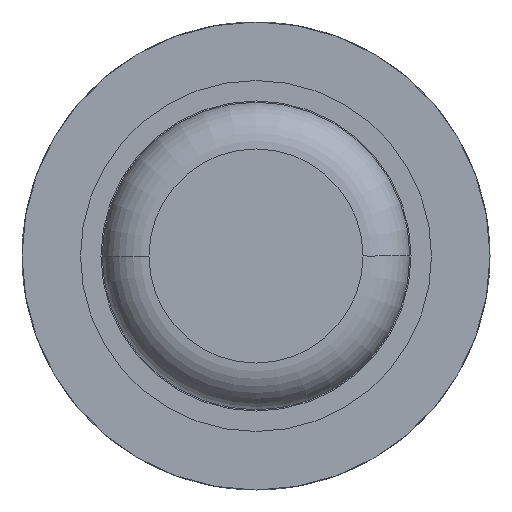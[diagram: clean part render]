
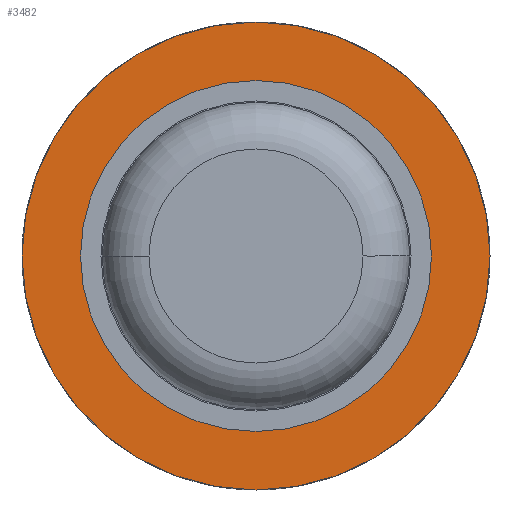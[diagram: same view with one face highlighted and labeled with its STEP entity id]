
A CAD part, front view. The second image highlights one B-rep face of the part: STEP entity #3482.
In plain terms, the highlighted planar face has unit normal (0, -1, 0).
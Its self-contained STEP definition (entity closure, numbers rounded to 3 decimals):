
#42 = CARTESIAN_POINT ( 'NONE',  ( 0., 32.3, -0.9 ) ) ;
#75 = DIRECTION ( 'NONE',  ( 0., 1., 0. ) ) ;
#249 = CARTESIAN_POINT ( 'NONE',  ( 0., 32.3, 0. ) ) ;
#261 = CARTESIAN_POINT ( 'NONE',  ( 0., 32.3, -2. ) ) ;
#337 = VERTEX_POINT ( 'NONE', #42 ) ;
#679 = ORIENTED_EDGE ( 'NONE', *, *, #2186, .T. ) ;
#738 = EDGE_LOOP ( 'NONE', ( #679, #3455 ) ) ;
#1015 = VERTEX_POINT ( 'NONE', #261 ) ;
#1093 = CARTESIAN_POINT ( 'NONE',  ( 0., 32.3, 0.9 ) ) ;
#1661 = AXIS2_PLACEMENT_3D ( 'NONE', #2499, #3462, #3389 ) ;
#2124 = DIRECTION ( 'NONE',  ( 0., 1., 0. ) ) ;
#2186 = EDGE_CURVE ( 'Defeature ausgef�hrt1_11+Defeature ausgef�hrt1_9+Defeature ausgef�hrt1_9+Defeature ausgef�hrt1_9', #5248, #337, #4929, .T. ) ;
#2204 = EDGE_LOOP ( 'NONE', ( #4897, #3493 ) ) ;
#2476 = EDGE_CURVE ( 'Defeature ausgef�hrt1_10+Defeature ausgef�hrt1_11+Defeature ausgef�hrt1_11+Defeature ausgef�hrt1_11', #1015, #5716, #4648, .T. ) ;
#2499 = CARTESIAN_POINT ( 'NONE',  ( 0., 32.3, 0. ) ) ;
#2530 = DIRECTION ( 'NONE',  ( 0., 0., 1. ) ) ;
#2569 = DIRECTION ( 'NONE',  ( 0., 0., 1. ) ) ;
#2773 = DIRECTION ( 'NONE',  ( 0., 0., 1. ) ) ;
#2787 = DIRECTION ( 'NONE',  ( 0., 1., 0. ) ) ;
#2983 = DIRECTION ( 'NONE',  ( 0., 1., 0. ) ) ;
#3336 = EDGE_CURVE ( 'Defeature ausgef�hrt1_11+Defeature ausgef�hrt1_9+Defeature ausgef�hrt1_9+Defeature ausgef�hrt1_9', #337, #5248, #4212, .T. ) ;
#3367 = FACE_BOUND ( 'NONE', #738, .T. ) ;
#3389 = DIRECTION ( 'NONE',  ( 0., 0., 1. ) ) ;
#3455 = ORIENTED_EDGE ( 'NONE', *, *, #3336, .T. ) ;
#3462 = DIRECTION ( 'NONE',  ( 0., 1., 0. ) ) ;
#3482 = ADVANCED_FACE ( 'Defeature ausgef�hrt1_11', ( #5535, #3367 ), #4417, .F. ) ;
#3493 = ORIENTED_EDGE ( 'NONE', *, *, #2476, .F. ) ;
#3821 = AXIS2_PLACEMENT_3D ( 'NONE', #249, #2124, #2530 ) ;
#3896 = CARTESIAN_POINT ( 'NONE',  ( 0.9, 32.3, 0. ) ) ;
#3952 = AXIS2_PLACEMENT_3D ( 'NONE', #3896, #2983, #2569 ) ;
#4212 = CIRCLE ( 'NONE', #4673, 0.9 ) ;
#4417 = PLANE ( 'NONE',  #3952 ) ;
#4648 = CIRCLE ( 'NONE', #1661, 2. ) ;
#4673 = AXIS2_PLACEMENT_3D ( 'NONE', #5629, #75, #2773 ) ;
#4798 = CARTESIAN_POINT ( 'NONE',  ( 0., 32.3, 2. ) ) ;
#4880 = AXIS2_PLACEMENT_3D ( 'NONE', #5985, #2787, #6002 ) ;
#4884 = CIRCLE ( 'NONE', #3821, 2. ) ;
#4897 = ORIENTED_EDGE ( 'NONE', *, *, #5809, .F. ) ;
#4929 = CIRCLE ( 'NONE', #4880, 0.9 ) ;
#5248 = VERTEX_POINT ( 'NONE', #1093 ) ;
#5535 = FACE_OUTER_BOUND ( 'NONE', #2204, .T. ) ;
#5629 = CARTESIAN_POINT ( 'NONE',  ( 0., 32.3, 0. ) ) ;
#5716 = VERTEX_POINT ( 'NONE', #4798 ) ;
#5809 = EDGE_CURVE ( 'Defeature ausgef�hrt1_10+Defeature ausgef�hrt1_11+Defeature ausgef�hrt1_11+Defeature ausgef�hrt1_11', #5716, #1015, #4884, .T. ) ;
#5985 = CARTESIAN_POINT ( 'NONE',  ( 0., 32.3, 0. ) ) ;
#6002 = DIRECTION ( 'NONE',  ( 0., 0., 1. ) ) ;
